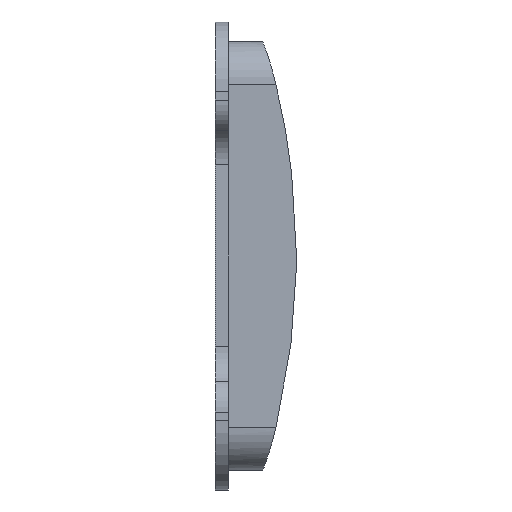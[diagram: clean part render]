
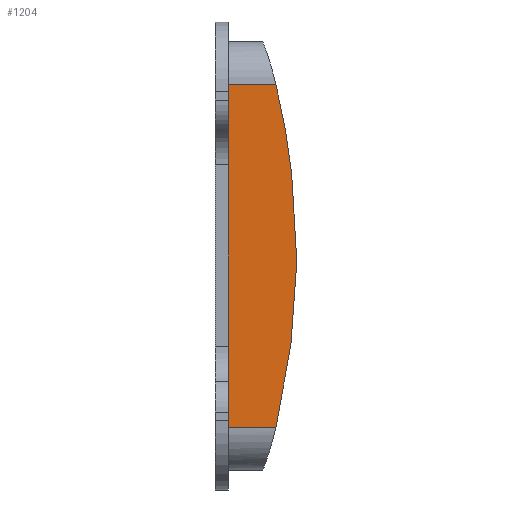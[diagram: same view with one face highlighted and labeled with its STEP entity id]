
A CAD part, left-side view. The second image highlights one B-rep face of the part: STEP entity #1204.
In plain terms, the highlighted planar face has unit normal (-1, 0, 0).
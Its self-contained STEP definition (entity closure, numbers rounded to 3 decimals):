
#53 = DIRECTION ( 'NONE',  ( 1., 0., 0. ) ) ;
#81 = VECTOR ( 'NONE', #487, 1000. ) ;
#142 = ORIENTED_EDGE ( 'NONE', *, *, #153, .T. ) ;
#153 = EDGE_CURVE ( 'NONE', #630, #1176, #826, .T. ) ;
#180 = VERTEX_POINT ( 'NONE', #1278 ) ;
#184 = PLANE ( 'NONE',  #1077 ) ;
#190 = CARTESIAN_POINT ( 'NONE',  ( -36.8, -12.607, 33.008 ) ) ;
#199 = CARTESIAN_POINT ( 'NONE',  ( -36.8, -15.829, 1.794 ) ) ;
#210 = CARTESIAN_POINT ( 'NONE',  ( -36.8, -15.241, -13.175 ) ) ;
#225 = VECTOR ( 'NONE', #469, 1000. ) ;
#346 = CARTESIAN_POINT ( 'NONE',  ( -36.8, -11.027, 39.5 ) ) ;
#351 = CARTESIAN_POINT ( 'NONE',  ( -36.8, -13.766, -26.434 ) ) ;
#355 = DIRECTION ( 'NONE',  ( 0., 0., -1. ) ) ;
#360 = DIRECTION ( 'NONE',  ( 0., 1., 0. ) ) ;
#373 = CARTESIAN_POINT ( 'NONE',  ( -36.8, -15.861, -0.275 ) ) ;
#394 = ORIENTED_EDGE ( 'NONE', *, *, #638, .T. ) ;
#469 = DIRECTION ( 'NONE',  ( 0., 0., -1. ) ) ;
#471 = CARTESIAN_POINT ( 'NONE',  ( -36.8, -15.76, 4.274 ) ) ;
#487 = DIRECTION ( 'NONE',  ( 0., 1., 0. ) ) ;
#491 = CARTESIAN_POINT ( 'NONE',  ( -36.8, -11.027, -39.5 ) ) ;
#501 = CARTESIAN_POINT ( 'NONE',  ( -36.8, -15.796, -3.182 ) ) ;
#537 = VERTEX_POINT ( 'NONE', #957 ) ;
#597 = CARTESIAN_POINT ( 'NONE',  ( -36.8, -15.85, -0.691 ) ) ;
#606 = LINE ( 'NONE', #631, #1376 ) ;
#623 = EDGE_CURVE ( 'NONE', #630, #537, #606, .T. ) ;
#630 = VERTEX_POINT ( 'NONE', #1268 ) ;
#631 = CARTESIAN_POINT ( 'NONE',  ( -36.8, -15.912, -39.5 ) ) ;
#638 = EDGE_CURVE ( 'NONE', #180, #537, #999, .T. ) ;
#731 = CARTESIAN_POINT ( 'NONE',  ( -36.8, -15.856, 0.553 ) ) ;
#742 = CARTESIAN_POINT ( 'NONE',  ( -36.8, -15.588, -8.173 ) ) ;
#826 = B_SPLINE_CURVE_WITH_KNOTS ( 'NONE', 3,
 ( #491, #1572, #351, #1129, #1667, #210, #1416, #742, #1012, #1709, #501, #1042, #1580, #597, #373, #731, #892, #199, #1138, #905, #471, #1438, #1024, #1002, #1448, #1561, #190, #862 ),
 .UNSPECIFIED., .F., .F.,
 ( 4, 2, 2, 2, 2, 2, 2, 2, 2, 2, 2, 2, 2, 4 ),
 ( 0., 0.02, 0.025, 0.03, 0.035, 0.037, 0.039, 0.04, 0.041, 0.042, 0.045, 0.05, 0.06, 0.08 ),
 .UNSPECIFIED. ) ;
#862 = CARTESIAN_POINT ( 'NONE',  ( -36.8, -11.027, 39.5 ) ) ;
#878 = FACE_OUTER_BOUND ( 'NONE', #1477, .T. ) ;
#892 = CARTESIAN_POINT ( 'NONE',  ( -36.8, -15.845, 0.966 ) ) ;
#905 = CARTESIAN_POINT ( 'NONE',  ( -36.8, -15.788, 3.448 ) ) ;
#957 = CARTESIAN_POINT ( 'NONE',  ( -36.8, 0., -39.5 ) ) ;
#964 = ORIENTED_EDGE ( 'NONE', *, *, #623, .F. ) ;
#999 = LINE ( 'NONE', #1010, #225 ) ;
#1002 = CARTESIAN_POINT ( 'NONE',  ( -36.8, -15.248, 13.347 ) ) ;
#1010 = CARTESIAN_POINT ( 'NONE',  ( -36.8, 0., 39.5 ) ) ;
#1012 = CARTESIAN_POINT ( 'NONE',  ( -36.8, -15.673, -6.508 ) ) ;
#1024 = CARTESIAN_POINT ( 'NONE',  ( -36.8, -15.575, 8.402 ) ) ;
#1042 = CARTESIAN_POINT ( 'NONE',  ( -36.8, -15.827, -1.936 ) ) ;
#1077 = AXIS2_PLACEMENT_3D ( 'NONE', #1267, #53, #355 ) ;
#1129 = CARTESIAN_POINT ( 'NONE',  ( -36.8, -14.759, -18.158 ) ) ;
#1138 = CARTESIAN_POINT ( 'NONE',  ( -36.8, -15.821, 2.208 ) ) ;
#1176 = VERTEX_POINT ( 'NONE', #346 ) ;
#1196 = EDGE_CURVE ( 'NONE', #1176, #180, #1587, .T. ) ;
#1204 = ADVANCED_FACE ( 'NONE', ( #878 ), #184, .F. ) ;
#1267 = CARTESIAN_POINT ( 'NONE',  ( -36.8, -15.912, 39.5 ) ) ;
#1268 = CARTESIAN_POINT ( 'NONE',  ( -36.8, -11.027, -39.5 ) ) ;
#1278 = CARTESIAN_POINT ( 'NONE',  ( -36.8, 0., 39.5 ) ) ;
#1330 = ORIENTED_EDGE ( 'NONE', *, *, #1196, .T. ) ;
#1376 = VECTOR ( 'NONE', #360, 1000. ) ;
#1416 = CARTESIAN_POINT ( 'NONE',  ( -36.8, -15.371, -11.508 ) ) ;
#1438 = CARTESIAN_POINT ( 'NONE',  ( -36.8, -15.662, 6.752 ) ) ;
#1448 = CARTESIAN_POINT ( 'NONE',  ( -36.8, -14.943, 16.636 ) ) ;
#1477 = EDGE_LOOP ( 'NONE', ( #964, #142, #1330, #394 ) ) ;
#1561 = CARTESIAN_POINT ( 'NONE',  ( -36.8, -13.757, 26.478 ) ) ;
#1572 = CARTESIAN_POINT ( 'NONE',  ( -36.8, -12.609, -32.999 ) ) ;
#1580 = CARTESIAN_POINT ( 'NONE',  ( -36.8, -15.834, -1.521 ) ) ;
#1587 = LINE ( 'NONE', #1713, #81 ) ;
#1667 = CARTESIAN_POINT ( 'NONE',  ( -36.8, -14.934, -16.499 ) ) ;
#1709 = CARTESIAN_POINT ( 'NONE',  ( -36.8, -15.769, -4.013 ) ) ;
#1713 = CARTESIAN_POINT ( 'NONE',  ( -36.8, -15.912, 39.5 ) ) ;
